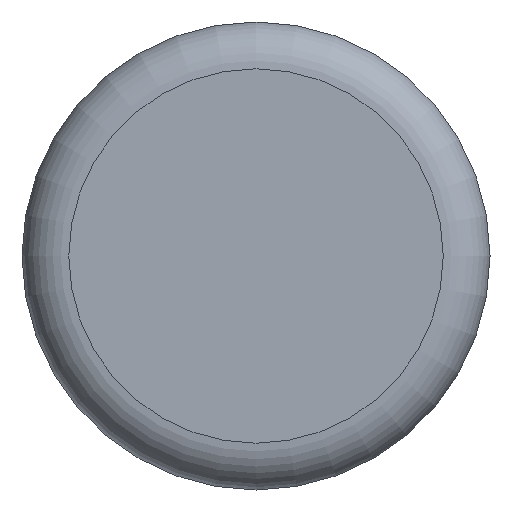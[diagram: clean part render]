
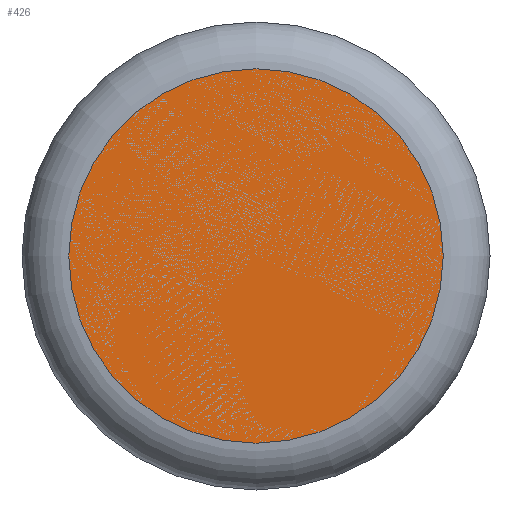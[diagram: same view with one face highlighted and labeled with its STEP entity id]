
A CAD part, front view. The second image highlights one B-rep face of the part: STEP entity #426.
In plain terms, the highlighted planar face has unit normal (0, -1, 0).
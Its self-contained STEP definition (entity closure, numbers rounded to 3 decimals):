
#354 = TOROIDAL_SURFACE('',#355,8.,2.);
#355 = AXIS2_PLACEMENT_3D('',#356,#357,#358);
#356 = CARTESIAN_POINT('',(0.,4.246,0.));
#357 = DIRECTION('',(-0.,-1.,-0.));
#358 = DIRECTION('',(1.,-0.,0.));
#376 = VERTEX_POINT('',#377);
#377 = CARTESIAN_POINT('',(8.,2.246,0.));
#399 = EDGE_CURVE('',#376,#376,#400,.T.);
#400 = SURFACE_CURVE('',#401,(#406,#413),.PCURVE_S1.);
#401 = CIRCLE('',#402,8.);
#402 = AXIS2_PLACEMENT_3D('',#403,#404,#405);
#403 = CARTESIAN_POINT('',(0.,2.246,0.));
#404 = DIRECTION('',(0.,1.,0.));
#405 = DIRECTION('',(1.,-0.,0.));
#406 = PCURVE('',#354,#407);
#407 = DEFINITIONAL_REPRESENTATION('',(#408),#412);
#408 = LINE('',#409,#410);
#409 = CARTESIAN_POINT('',(0.,1.571));
#410 = VECTOR('',#411,1.);
#411 = DIRECTION('',(-1.,0.));
#412 = ( GEOMETRIC_REPRESENTATION_CONTEXT(2) 
PARAMETRIC_REPRESENTATION_CONTEXT() REPRESENTATION_CONTEXT('2D SPACE',''
  ) );
#413 = PCURVE('',#414,#419);
#414 = PLANE('',#415);
#415 = AXIS2_PLACEMENT_3D('',#416,#417,#418);
#416 = CARTESIAN_POINT('',(0.,2.246,0.));
#417 = DIRECTION('',(0.,1.,0.));
#418 = DIRECTION('',(1.,-0.,0.));
#419 = DEFINITIONAL_REPRESENTATION('',(#420),#424);
#420 = CIRCLE('',#421,8.);
#421 = AXIS2_PLACEMENT_2D('',#422,#423);
#422 = CARTESIAN_POINT('',(0.,0.));
#423 = DIRECTION('',(1.,0.));
#424 = ( GEOMETRIC_REPRESENTATION_CONTEXT(2) 
PARAMETRIC_REPRESENTATION_CONTEXT() REPRESENTATION_CONTEXT('2D SPACE',''
  ) );
#426 = ADVANCED_FACE('',(#427),#414,.F.);
#427 = FACE_BOUND('',#428,.F.);
#428 = EDGE_LOOP('',(#429));
#429 = ORIENTED_EDGE('',*,*,#399,.T.);
